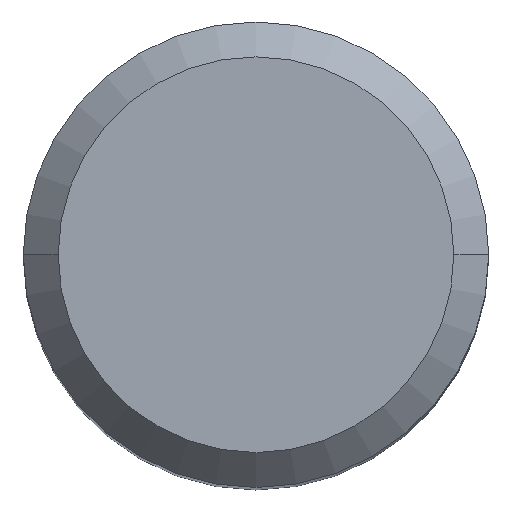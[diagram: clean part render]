
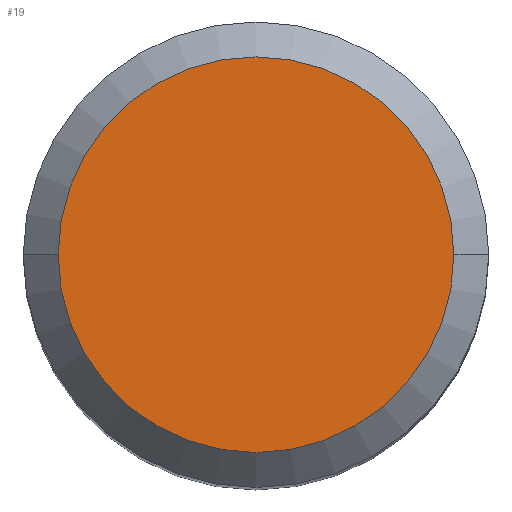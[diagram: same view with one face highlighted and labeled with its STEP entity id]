
A CAD part, top view. The second image highlights one B-rep face of the part: STEP entity #19.
In plain terms, the highlighted planar face has unit normal (0, 0, 1).
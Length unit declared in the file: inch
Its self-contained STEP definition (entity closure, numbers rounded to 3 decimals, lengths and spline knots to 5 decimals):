
#16 = CARTESIAN_POINT ( 'NONE',  ( 0., 0., 0. ) ) ;
#19 = ADVANCED_FACE ( 'NONE', ( #375 ), #381, .F. ) ;
#20 = AXIS2_PLACEMENT_3D ( 'NONE', #16, #96, #247 ) ;
#45 = VERTEX_POINT ( 'NONE', #305 ) ;
#66 = DIRECTION ( 'NONE',  ( 0., 0., 1. ) ) ;
#75 = VERTEX_POINT ( 'NONE', #270 ) ;
#96 = DIRECTION ( 'NONE',  ( 0., 0., 1. ) ) ;
#98 = DIRECTION ( 'NONE',  ( 1., 0., 0. ) ) ;
#134 = CIRCLE ( 'NONE', #195, 0.23426 ) ;
#144 = ORIENTED_EDGE ( 'NONE', *, *, #387, .T. ) ;
#161 = DIRECTION ( 'NONE',  ( -1., 0., 0. ) ) ;
#170 = CIRCLE ( 'NONE', #20, 0.23426 ) ;
#195 = AXIS2_PLACEMENT_3D ( 'NONE', #291, #66, #98 ) ;
#197 = EDGE_CURVE ( 'NONE', #75, #45, #170, .T. ) ;
#247 = DIRECTION ( 'NONE',  ( 1., 0., 0. ) ) ;
#270 = CARTESIAN_POINT ( 'NONE',  ( 0.23426, 0., 0. ) ) ;
#291 = CARTESIAN_POINT ( 'NONE',  ( 0., 0., 0. ) ) ;
#305 = CARTESIAN_POINT ( 'NONE',  ( -0.23426, 0., 0. ) ) ;
#309 = DIRECTION ( 'NONE',  ( 0., 0., -1. ) ) ;
#375 = FACE_OUTER_BOUND ( 'NONE', #479, .T. ) ;
#381 = PLANE ( 'NONE',  #400 ) ;
#387 = EDGE_CURVE ( 'NONE', #45, #75, #134, .T. ) ;
#400 = AXIS2_PLACEMENT_3D ( 'NONE', #423, #309, #161 ) ;
#423 = CARTESIAN_POINT ( 'NONE',  ( 0., 0., 0. ) ) ;
#448 = ORIENTED_EDGE ( 'NONE', *, *, #197, .T. ) ;
#479 = EDGE_LOOP ( 'NONE', ( #144, #448 ) ) ;
